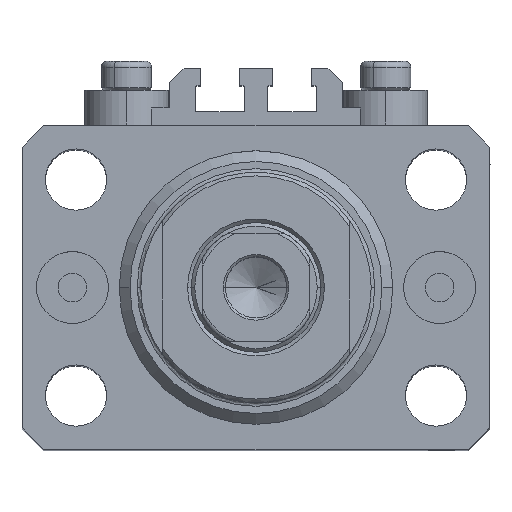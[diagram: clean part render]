
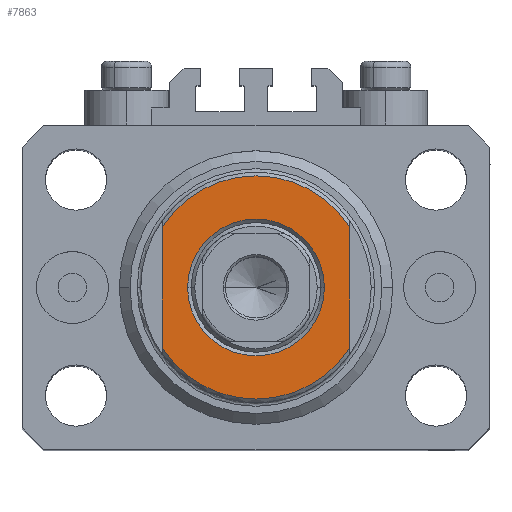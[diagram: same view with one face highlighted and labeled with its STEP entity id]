
A CAD part, top view. The second image highlights one B-rep face of the part: STEP entity #7863.
In plain terms, the highlighted face is planar.
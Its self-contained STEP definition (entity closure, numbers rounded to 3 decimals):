
#64 = ORIENTED_EDGE ( 'NONE', *, *, #22500, .F. ) ;
#3333 = CIRCLE ( 'NONE', #26945, 9.5 ) ;
#3560 = AXIS2_PLACEMENT_3D ( 'NONE', #13869, #6244, #24598 ) ;
#4582 = ORIENTED_EDGE ( 'NONE', *, *, #34280, .T. ) ;
#6171 = VECTOR ( 'NONE', #23619, 1000. ) ;
#6244 = DIRECTION ( 'NONE',  ( 0., 0., -1. ) ) ;
#6964 = AXIS2_PLACEMENT_3D ( 'NONE', #9491, #41675, #24019 ) ;
#7503 = DIRECTION ( 'NONE',  ( 0., 0., 1. ) ) ;
#7863 = ADVANCED_FACE ( 'NONE', ( #42163, #12833 ), #15698, .T. ) ;
#8149 = VERTEX_POINT ( 'NONE', #18069 ) ;
#8653 = DIRECTION ( 'NONE',  ( -1., 0., 0. ) ) ;
#9465 = VERTEX_POINT ( 'NONE', #15590 ) ;
#9491 = CARTESIAN_POINT ( 'NONE',  ( 0., 0., -6.5 ) ) ;
#11322 = AXIS2_PLACEMENT_3D ( 'NONE', #25616, #7503, #22027 ) ;
#11915 = CARTESIAN_POINT ( 'NONE',  ( -13., 8.441, -6.5 ) ) ;
#12712 = EDGE_CURVE ( 'NONE', #9465, #8149, #19705, .T. ) ;
#12833 = FACE_OUTER_BOUND ( 'NONE', #29925, .T. ) ;
#13048 = DIRECTION ( 'NONE',  ( -1., 0., 0. ) ) ;
#13869 = CARTESIAN_POINT ( 'NONE',  ( 0., 0., -6.5 ) ) ;
#15402 = LINE ( 'NONE', #44269, #27559 ) ;
#15590 = CARTESIAN_POINT ( 'NONE',  ( 9.5, 0., -6.5 ) ) ;
#15698 = PLANE ( 'NONE',  #6964 ) ;
#16256 = ORIENTED_EDGE ( 'NONE', *, *, #40275, .T. ) ;
#18069 = CARTESIAN_POINT ( 'NONE',  ( -9.5, 0., -6.5 ) ) ;
#19705 = CIRCLE ( 'NONE', #11322, 9.5 ) ;
#22027 = DIRECTION ( 'NONE',  ( -1., 0., 0. ) ) ;
#22455 = CARTESIAN_POINT ( 'NONE',  ( 13., -8.441, -6.5 ) ) ;
#22500 = EDGE_CURVE ( 'NONE', #27030, #37889, #41744, .T. ) ;
#22760 = VERTEX_POINT ( 'NONE', #23332 ) ;
#23332 = CARTESIAN_POINT ( 'NONE',  ( 13., 8.441, -6.5 ) ) ;
#23619 = DIRECTION ( 'NONE',  ( 0., -1., 0. ) ) ;
#24019 = DIRECTION ( 'NONE',  ( -1., 0., 0. ) ) ;
#24102 = CIRCLE ( 'NONE', #3560, 15.5 ) ;
#24598 = DIRECTION ( 'NONE',  ( -1., 0., 0. ) ) ;
#24675 = ORIENTED_EDGE ( 'NONE', *, *, #42387, .T. ) ;
#25136 = EDGE_LOOP ( 'NONE', ( #4582, #44875 ) ) ;
#25616 = CARTESIAN_POINT ( 'NONE',  ( 0., 0., -6.5 ) ) ;
#26945 = AXIS2_PLACEMENT_3D ( 'NONE', #44904, #41319, #8653 ) ;
#27030 = VERTEX_POINT ( 'NONE', #11915 ) ;
#27559 = VECTOR ( 'NONE', #29947, 1000. ) ;
#29553 = EDGE_CURVE ( 'NONE', #22760, #43447, #15402, .T. ) ;
#29925 = EDGE_LOOP ( 'NONE', ( #16256, #30858, #24675, #64 ) ) ;
#29947 = DIRECTION ( 'NONE',  ( 0., -1., 0. ) ) ;
#30858 = ORIENTED_EDGE ( 'NONE', *, *, #29553, .T. ) ;
#34280 = EDGE_CURVE ( 'NONE', #8149, #9465, #3333, .T. ) ;
#37847 = DIRECTION ( 'NONE',  ( 0., 0., -1. ) ) ;
#37889 = VERTEX_POINT ( 'NONE', #37922 ) ;
#37922 = CARTESIAN_POINT ( 'NONE',  ( -13., -8.441, -6.5 ) ) ;
#40275 = EDGE_CURVE ( 'NONE', #27030, #22760, #41567, .T. ) ;
#41319 = DIRECTION ( 'NONE',  ( 0., 0., 1. ) ) ;
#41420 = CARTESIAN_POINT ( 'NONE',  ( 0., 0., -6.5 ) ) ;
#41567 = CIRCLE ( 'NONE', #45388, 15.5 ) ;
#41675 = DIRECTION ( 'NONE',  ( 0., 0., -1. ) ) ;
#41744 = LINE ( 'NONE', #45807, #6171 ) ;
#42163 = FACE_BOUND ( 'NONE', #25136, .T. ) ;
#42387 = EDGE_CURVE ( 'NONE', #43447, #37889, #24102, .T. ) ;
#43447 = VERTEX_POINT ( 'NONE', #22455 ) ;
#44269 = CARTESIAN_POINT ( 'NONE',  ( 13., -43.081, -6.5 ) ) ;
#44875 = ORIENTED_EDGE ( 'NONE', *, *, #12712, .T. ) ;
#44904 = CARTESIAN_POINT ( 'NONE',  ( 0., 0., -6.5 ) ) ;
#45388 = AXIS2_PLACEMENT_3D ( 'NONE', #41420, #37847, #13048 ) ;
#45807 = CARTESIAN_POINT ( 'NONE',  ( -13., -43.081, -6.5 ) ) ;
